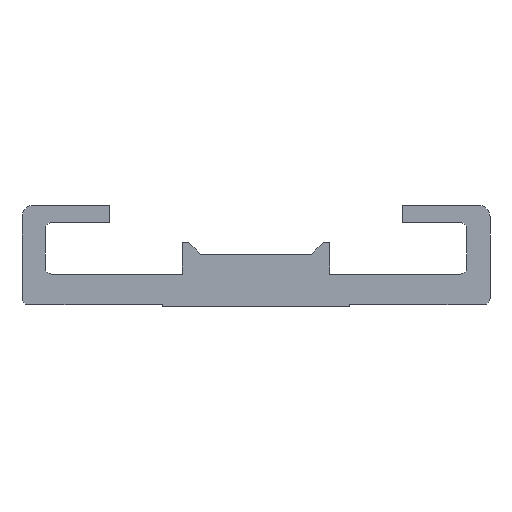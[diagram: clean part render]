
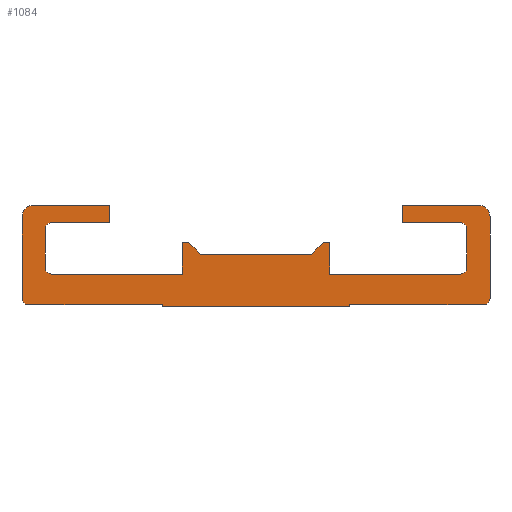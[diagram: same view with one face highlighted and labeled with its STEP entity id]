
A CAD part, front view. The second image highlights one B-rep face of the part: STEP entity #1084.
In plain terms, the highlighted planar face has unit normal (0, -1, 0).
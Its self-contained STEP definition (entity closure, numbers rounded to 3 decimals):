
#17=LINE('',#1596,#97);
#22=LINE('',#1609,#102);
#26=LINE('',#1621,#106);
#29=LINE('',#1627,#109);
#32=LINE('',#1633,#112);
#36=LINE('',#1645,#116);
#40=LINE('',#1657,#120);
#43=LINE('',#1663,#123);
#46=LINE('',#1669,#126);
#49=LINE('',#1677,#129);
#53=LINE('',#1684,#133);
#56=LINE('',#1690,#136);
#60=LINE('',#1702,#140);
#64=LINE('',#1714,#144);
#67=LINE('',#1720,#147);
#70=LINE('',#1726,#150);
#74=LINE('',#1738,#154);
#78=LINE('',#1750,#158);
#81=LINE('',#1756,#161);
#84=LINE('',#1762,#164);
#86=LINE('',#1767,#166);
#89=LINE('',#1803,#169);
#90=LINE('',#1806,#170);
#91=LINE('',#1807,#171);
#97=VECTOR('',#1281,11.5);
#102=VECTOR('',#1294,7.);
#106=VECTOR('',#1306,6.5);
#109=VECTOR('',#1311,1.5);
#112=VECTOR('',#1316,5.);
#116=VECTOR('',#1328,3.4);
#120=VECTOR('',#1340,11.2);
#123=VECTOR('',#1345,2.7);
#126=VECTOR('',#1350,0.55);
#129=VECTOR('',#1355,0.55);
#133=VECTOR('',#1361,2.7);
#136=VECTOR('',#1366,11.2);
#140=VECTOR('',#1378,3.4);
#144=VECTOR('',#1390,5.);
#147=VECTOR('',#1395,1.5);
#150=VECTOR('',#1400,6.5);
#154=VECTOR('',#1412,7.);
#158=VECTOR('',#1424,11.5);
#161=VECTOR('',#1429,0.2);
#164=VECTOR('',#1434,16.);
#166=VECTOR('',#1440,0.2);
#169=VECTOR('',#1485,1.414);
#170=VECTOR('',#1488,9.5);
#171=VECTOR('',#1489,1.414);
#206=PLANE('',#1195);
#310=FACE_OUTER_BOUND('',#403,.T.);
#403=EDGE_LOOP('',(#903,#904,#905,#906,#907,#908,#909,#910,#911,#912,#913,
#914,#915,#916,#917,#918,#919,#920,#921,#922,#923,#924,#925,#926,#927,#928,
#929,#930,#931,#932,#933,#934));
#458=CIRCLE('',#1131,0.5);
#460=CIRCLE('',#1135,1.);
#462=CIRCLE('',#1141,0.5);
#464=CIRCLE('',#1145,0.5);
#466=CIRCLE('',#1154,0.5);
#468=CIRCLE('',#1158,0.5);
#470=CIRCLE('',#1164,1.);
#472=CIRCLE('',#1168,0.5);
#515=VERTEX_POINT('',#1593);
#516=VERTEX_POINT('',#1595);
#518=VERTEX_POINT('',#1601);
#520=VERTEX_POINT('',#1607);
#522=VERTEX_POINT('',#1613);
#524=VERTEX_POINT('',#1619);
#526=VERTEX_POINT('',#1625);
#528=VERTEX_POINT('',#1631);
#530=VERTEX_POINT('',#1637);
#532=VERTEX_POINT('',#1643);
#534=VERTEX_POINT('',#1649);
#536=VERTEX_POINT('',#1655);
#538=VERTEX_POINT('',#1661);
#540=VERTEX_POINT('',#1667);
#543=VERTEX_POINT('',#1674);
#544=VERTEX_POINT('',#1676);
#546=VERTEX_POINT('',#1682);
#548=VERTEX_POINT('',#1688);
#550=VERTEX_POINT('',#1694);
#552=VERTEX_POINT('',#1700);
#554=VERTEX_POINT('',#1706);
#556=VERTEX_POINT('',#1712);
#558=VERTEX_POINT('',#1718);
#560=VERTEX_POINT('',#1724);
#562=VERTEX_POINT('',#1730);
#564=VERTEX_POINT('',#1736);
#566=VERTEX_POINT('',#1742);
#568=VERTEX_POINT('',#1748);
#570=VERTEX_POINT('',#1754);
#572=VERTEX_POINT('',#1760);
#585=VERTEX_POINT('',#1801);
#586=VERTEX_POINT('',#1805);
#619=EDGE_CURVE('',#516,#515,#17,.T.);
#623=EDGE_CURVE('',#515,#518,#458,.T.);
#626=EDGE_CURVE('',#518,#520,#22,.T.);
#629=EDGE_CURVE('',#520,#522,#460,.T.);
#632=EDGE_CURVE('',#522,#524,#26,.T.);
#635=EDGE_CURVE('',#524,#526,#29,.T.);
#638=EDGE_CURVE('',#526,#528,#32,.T.);
#641=EDGE_CURVE('',#528,#530,#462,.T.);
#644=EDGE_CURVE('',#530,#532,#36,.T.);
#647=EDGE_CURVE('',#532,#534,#464,.T.);
#650=EDGE_CURVE('',#534,#536,#40,.T.);
#653=EDGE_CURVE('',#536,#538,#43,.T.);
#656=EDGE_CURVE('',#538,#540,#46,.T.);
#659=EDGE_CURVE('',#544,#543,#49,.T.);
#663=EDGE_CURVE('',#543,#546,#53,.T.);
#666=EDGE_CURVE('',#546,#548,#56,.T.);
#669=EDGE_CURVE('',#548,#550,#466,.T.);
#672=EDGE_CURVE('',#550,#552,#60,.T.);
#675=EDGE_CURVE('',#552,#554,#468,.T.);
#678=EDGE_CURVE('',#554,#556,#64,.T.);
#681=EDGE_CURVE('',#556,#558,#67,.T.);
#684=EDGE_CURVE('',#558,#560,#70,.T.);
#687=EDGE_CURVE('',#560,#562,#470,.T.);
#690=EDGE_CURVE('',#562,#564,#74,.T.);
#693=EDGE_CURVE('',#564,#566,#472,.T.);
#696=EDGE_CURVE('',#566,#568,#78,.T.);
#699=EDGE_CURVE('',#568,#570,#81,.T.);
#702=EDGE_CURVE('',#570,#572,#84,.T.);
#705=EDGE_CURVE('',#572,#516,#86,.T.);
#718=EDGE_CURVE('',#540,#585,#89,.T.);
#719=EDGE_CURVE('',#585,#586,#90,.T.);
#720=EDGE_CURVE('',#586,#544,#91,.T.);
#903=ORIENTED_EDGE('',*,*,#702,.T.);
#904=ORIENTED_EDGE('',*,*,#705,.T.);
#905=ORIENTED_EDGE('',*,*,#619,.T.);
#906=ORIENTED_EDGE('',*,*,#623,.T.);
#907=ORIENTED_EDGE('',*,*,#626,.T.);
#908=ORIENTED_EDGE('',*,*,#629,.T.);
#909=ORIENTED_EDGE('',*,*,#632,.T.);
#910=ORIENTED_EDGE('',*,*,#635,.T.);
#911=ORIENTED_EDGE('',*,*,#638,.T.);
#912=ORIENTED_EDGE('',*,*,#641,.T.);
#913=ORIENTED_EDGE('',*,*,#644,.T.);
#914=ORIENTED_EDGE('',*,*,#647,.T.);
#915=ORIENTED_EDGE('',*,*,#650,.T.);
#916=ORIENTED_EDGE('',*,*,#653,.T.);
#917=ORIENTED_EDGE('',*,*,#656,.T.);
#918=ORIENTED_EDGE('',*,*,#718,.T.);
#919=ORIENTED_EDGE('',*,*,#719,.T.);
#920=ORIENTED_EDGE('',*,*,#720,.T.);
#921=ORIENTED_EDGE('',*,*,#659,.T.);
#922=ORIENTED_EDGE('',*,*,#663,.T.);
#923=ORIENTED_EDGE('',*,*,#666,.T.);
#924=ORIENTED_EDGE('',*,*,#669,.T.);
#925=ORIENTED_EDGE('',*,*,#672,.T.);
#926=ORIENTED_EDGE('',*,*,#675,.T.);
#927=ORIENTED_EDGE('',*,*,#678,.T.);
#928=ORIENTED_EDGE('',*,*,#681,.T.);
#929=ORIENTED_EDGE('',*,*,#684,.T.);
#930=ORIENTED_EDGE('',*,*,#687,.T.);
#931=ORIENTED_EDGE('',*,*,#690,.T.);
#932=ORIENTED_EDGE('',*,*,#693,.T.);
#933=ORIENTED_EDGE('',*,*,#696,.T.);
#934=ORIENTED_EDGE('',*,*,#699,.T.);
#1084=ADVANCED_FACE('',(#310),#206,.T.);
#1131=AXIS2_PLACEMENT_3D('',#1603,#1288,#1289);
#1135=AXIS2_PLACEMENT_3D('',#1615,#1300,#1301);
#1141=AXIS2_PLACEMENT_3D('',#1639,#1322,#1323);
#1145=AXIS2_PLACEMENT_3D('',#1651,#1334,#1335);
#1154=AXIS2_PLACEMENT_3D('',#1696,#1372,#1373);
#1158=AXIS2_PLACEMENT_3D('',#1708,#1384,#1385);
#1164=AXIS2_PLACEMENT_3D('',#1732,#1406,#1407);
#1168=AXIS2_PLACEMENT_3D('',#1744,#1418,#1419);
#1195=AXIS2_PLACEMENT_3D('',#1804,#1486,#1487);
#1281=DIRECTION('',(1.,0.,0.));
#1288=DIRECTION('center_axis',(0.,-1.,0.));
#1289=DIRECTION('ref_axis',(0.,0.,-1.));
#1294=DIRECTION('',(0.,0.,1.));
#1300=DIRECTION('center_axis',(0.,-1.,0.));
#1301=DIRECTION('ref_axis',(1.,0.,0.));
#1306=DIRECTION('',(-1.,0.,0.));
#1311=DIRECTION('',(0.,0.,-1.));
#1316=DIRECTION('',(1.,0.,0.));
#1322=DIRECTION('center_axis',(0.,1.,0.));
#1323=DIRECTION('ref_axis',(0.,0.,1.));
#1328=DIRECTION('',(0.,0.,-1.));
#1334=DIRECTION('center_axis',(0.,1.,0.));
#1335=DIRECTION('ref_axis',(1.,0.,0.));
#1340=DIRECTION('',(-1.,0.,0.));
#1345=DIRECTION('',(0.,0.,1.));
#1350=DIRECTION('',(-1.,0.,0.));
#1355=DIRECTION('',(-1.,0.,0.));
#1361=DIRECTION('',(0.,0.,-1.));
#1366=DIRECTION('',(-1.,0.,0.));
#1372=DIRECTION('center_axis',(0.,1.,0.));
#1373=DIRECTION('ref_axis',(0.,0.,-1.));
#1378=DIRECTION('',(0.,0.,1.));
#1384=DIRECTION('center_axis',(0.,1.,0.));
#1385=DIRECTION('ref_axis',(-1.,0.,0.));
#1390=DIRECTION('',(1.,0.,0.));
#1395=DIRECTION('',(0.,0.,1.));
#1400=DIRECTION('',(-1.,0.,0.));
#1406=DIRECTION('center_axis',(0.,-1.,0.));
#1407=DIRECTION('ref_axis',(0.,0.,1.));
#1412=DIRECTION('',(0.,0.,-1.));
#1418=DIRECTION('center_axis',(0.,-1.,0.));
#1419=DIRECTION('ref_axis',(-1.,0.,0.));
#1424=DIRECTION('',(1.,0.,0.));
#1429=DIRECTION('',(0.,0.,-1.));
#1434=DIRECTION('',(1.,0.,0.));
#1440=DIRECTION('',(0.,0.,1.));
#1485=DIRECTION('',(-0.707,0.,-0.707));
#1486=DIRECTION('center_axis',(0.,-1.,0.));
#1487=DIRECTION('ref_axis',(0.,0.,-1.));
#1488=DIRECTION('',(-1.,0.,0.));
#1489=DIRECTION('',(-0.707,0.,0.707));
#1593=CARTESIAN_POINT('',(19.5,-305.,0.2));
#1595=CARTESIAN_POINT('',(8.,-305.,0.2));
#1596=CARTESIAN_POINT('',(8.,-305.,0.2));
#1601=CARTESIAN_POINT('',(20.,-305.,0.7));
#1603=CARTESIAN_POINT('Origin',(19.5,-305.,0.7));
#1607=CARTESIAN_POINT('',(20.,-305.,7.7));
#1609=CARTESIAN_POINT('',(20.,-305.,0.7));
#1613=CARTESIAN_POINT('',(19.,-305.,8.7));
#1615=CARTESIAN_POINT('Origin',(19.,-305.,7.7));
#1619=CARTESIAN_POINT('',(12.5,-305.,8.7));
#1621=CARTESIAN_POINT('',(19.,-305.,8.7));
#1625=CARTESIAN_POINT('',(12.5,-305.,7.2));
#1627=CARTESIAN_POINT('',(12.5,-305.,8.7));
#1631=CARTESIAN_POINT('',(17.5,-305.,7.2));
#1633=CARTESIAN_POINT('',(12.5,-305.,7.2));
#1637=CARTESIAN_POINT('',(18.,-305.,6.7));
#1639=CARTESIAN_POINT('Origin',(17.5,-305.,6.7));
#1643=CARTESIAN_POINT('',(18.,-305.,3.3));
#1645=CARTESIAN_POINT('',(18.,-305.,6.7));
#1649=CARTESIAN_POINT('',(17.5,-305.,2.8));
#1651=CARTESIAN_POINT('Origin',(17.5,-305.,3.3));
#1655=CARTESIAN_POINT('',(6.3,-305.,2.8));
#1657=CARTESIAN_POINT('',(17.5,-305.,2.8));
#1661=CARTESIAN_POINT('',(6.3,-305.,5.5));
#1663=CARTESIAN_POINT('',(6.3,-305.,2.8));
#1667=CARTESIAN_POINT('',(5.75,-305.,5.5));
#1669=CARTESIAN_POINT('',(6.3,-305.,5.5));
#1674=CARTESIAN_POINT('',(-6.3,-305.,5.5));
#1676=CARTESIAN_POINT('',(-5.75,-305.,5.5));
#1677=CARTESIAN_POINT('',(-5.75,-305.,5.5));
#1682=CARTESIAN_POINT('',(-6.3,-305.,2.8));
#1684=CARTESIAN_POINT('',(-6.3,-305.,5.5));
#1688=CARTESIAN_POINT('',(-17.5,-305.,2.8));
#1690=CARTESIAN_POINT('',(-6.3,-305.,2.8));
#1694=CARTESIAN_POINT('',(-18.,-305.,3.3));
#1696=CARTESIAN_POINT('Origin',(-17.5,-305.,3.3));
#1700=CARTESIAN_POINT('',(-18.,-305.,6.7));
#1702=CARTESIAN_POINT('',(-18.,-305.,3.3));
#1706=CARTESIAN_POINT('',(-17.5,-305.,7.2));
#1708=CARTESIAN_POINT('Origin',(-17.5,-305.,6.7));
#1712=CARTESIAN_POINT('',(-12.5,-305.,7.2));
#1714=CARTESIAN_POINT('',(-17.5,-305.,7.2));
#1718=CARTESIAN_POINT('',(-12.5,-305.,8.7));
#1720=CARTESIAN_POINT('',(-12.5,-305.,7.2));
#1724=CARTESIAN_POINT('',(-19.,-305.,8.7));
#1726=CARTESIAN_POINT('',(-12.5,-305.,8.7));
#1730=CARTESIAN_POINT('',(-20.,-305.,7.7));
#1732=CARTESIAN_POINT('Origin',(-19.,-305.,7.7));
#1736=CARTESIAN_POINT('',(-20.,-305.,0.7));
#1738=CARTESIAN_POINT('',(-20.,-305.,7.7));
#1742=CARTESIAN_POINT('',(-19.5,-305.,0.2));
#1744=CARTESIAN_POINT('Origin',(-19.5,-305.,0.7));
#1748=CARTESIAN_POINT('',(-8.,-305.,0.2));
#1750=CARTESIAN_POINT('',(-19.5,-305.,0.2));
#1754=CARTESIAN_POINT('',(-8.,-305.,0.));
#1756=CARTESIAN_POINT('',(-8.,-305.,0.2));
#1760=CARTESIAN_POINT('',(8.,-305.,0.));
#1762=CARTESIAN_POINT('',(-8.,-305.,0.));
#1767=CARTESIAN_POINT('',(8.,-305.,0.));
#1801=CARTESIAN_POINT('',(4.75,-305.,4.5));
#1803=CARTESIAN_POINT('',(5.75,-305.,5.5));
#1804=CARTESIAN_POINT('Origin',(0.,-305.,3.673));
#1805=CARTESIAN_POINT('',(-4.75,-305.,4.5));
#1806=CARTESIAN_POINT('',(4.75,-305.,4.5));
#1807=CARTESIAN_POINT('',(-4.75,-305.,4.5));
